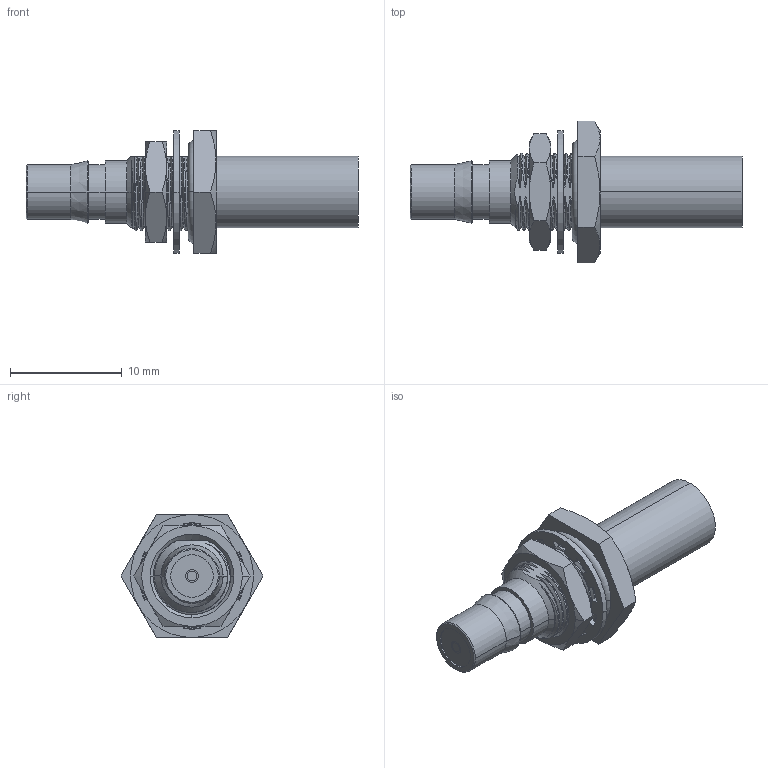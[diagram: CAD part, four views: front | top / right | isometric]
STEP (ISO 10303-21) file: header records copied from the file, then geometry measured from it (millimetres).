
FILE_DESCRIPTION (( 'STEP AP214' ), '1' );
FILE_NAME ('FMCN5370_3D.step', '2025-04-17T23:23:02', ( '' ), ( '' ), 'SwSTEP 2.0', 'SolidWorks 2022', '' );
FILE_SCHEMA (( 'AUTOMOTIVE_DESIGN' ));
Length unit declared in the file: inch
Products named in the file (7): FMCN5370_3D; Ferrule^FMCN5370; Body^FMCN5370; Washer^FMCN5370; O-Ring^FMCN5370; Hex Nut^FMCN5370; Center Pin^FMCN5370
Assembly tree (6 placements, depth 2):
  FMCN5370_3D
    Body^FMCN5370
    O-Ring^FMCN5370
    Washer^FMCN5370
    Hex Nut^FMCN5370
    Ferrule^FMCN5370
    Center Pin^FMCN5370
Bounding box: 29.7 x 12.7 x 11 mm (x, y, z)
Volume: 878.9 mm3; surface area: 1738 mm2
Topology: 6 solids, 6 shells, 258 faces, 650 edges, 410 vertices
Faces by surface type: cylinder 93, plane 71, cone 50, bspline 36, torus 8
Entity records: 21517 total; most frequent: CARTESIAN_POINT 15513, ORIENTED_EDGE 1292, DIRECTION 1089, EDGE_CURVE 646, AXIS2_PLACEMENT_3D 432, VERTEX_POINT 410, EDGE_LOOP 278, FACE_OUTER_BOUND 258
